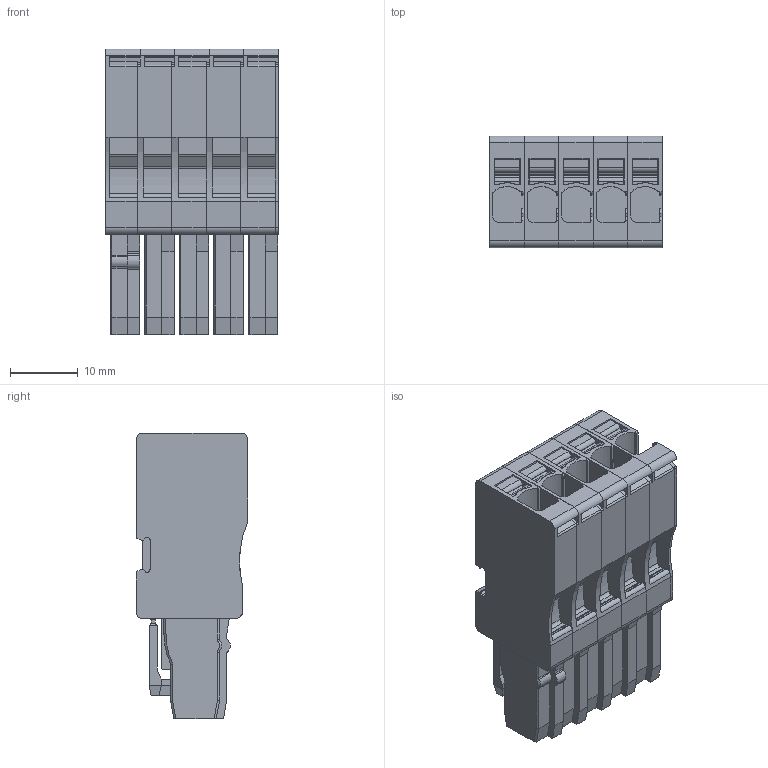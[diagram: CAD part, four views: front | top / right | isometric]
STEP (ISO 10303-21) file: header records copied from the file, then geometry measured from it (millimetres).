
FILE_DESCRIPTION(('CATIA V5 STEP Exchange','CAx-IF Rec.Pracs.--- Model Styling and Organization---1.4--- 2014-01-23'),'2;1');
FILE_NAME ('1177885-8_1', '2020-01-13T07:42:50+00:00', ('none'), ('Weidmueller'), 'CATIA Version 5-6 Release 2016 SP3 HF44', 'CATIA V5 STEP AP214', 'none');
FILE_SCHEMA(('AUTOMOTIVE_DESIGN { 1 0 10303 214 1 1 1 1 }'));
Products named in the file (1): 2712760000
Bounding box: 25.5 x 16.5 x 42.25 mm (x, y, z)
Volume: 11902.6 mm3; surface area: 11503.4 mm2
Topology: 11 solids, 11 shells, 1672 faces, 4691 edges, 3086 vertices
Faces by surface type: plane 931, cylinder 612, extrusion 65, cone 36, torus 28
Entity records: 53867 total; most frequent: CARTESIAN_POINT 11701, ORIENTED_EDGE 9382, DIRECTION 7362, EDGE_CURVE 4691, VECTOR 3335, LINE 3270, VERTEX_POINT 3086, AXIS2_PLACEMENT_3D 2591
